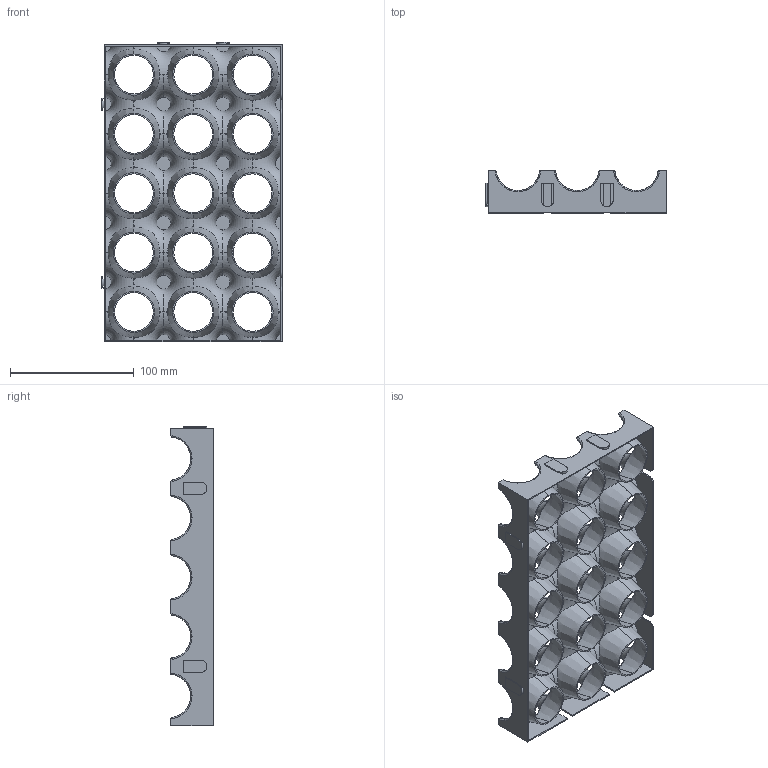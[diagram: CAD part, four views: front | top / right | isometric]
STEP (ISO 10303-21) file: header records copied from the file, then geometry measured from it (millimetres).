
FILE_DESCRIPTION (( 'STEP AP214' ), '1' );
FILE_NAME ('°è¶õÆÇ.STEP', '2024-10-30T03:10:34', ( '' ), ( '' ), 'SwSTEP 2.0', 'SolidWorks 2019', '' );
FILE_SCHEMA (( 'AUTOMOTIVE_DESIGN' ));
Length unit declared in the file: millimetre
Products named in the file (1): 啗塢っ
Bounding box: 146 x 34 x 242 mm (x, y, z)
Volume: 73198.5 mm3; surface area: 147528.5 mm2
Topology: 1 solids, 1 shells, 591 faces, 1537 edges, 937 vertices
Faces by surface type: plane 239, torus 176, bspline 92, cone 60, cylinder 24
Entity records: 36127 total; most frequent: CARTESIAN_POINT 21909, DIRECTION 3094, ORIENTED_EDGE 3074, EDGE_CURVE 1537, AXIS2_PLACEMENT_3D 1399, VERTEX_POINT 937, CIRCLE 899, EDGE_LOOP 610
